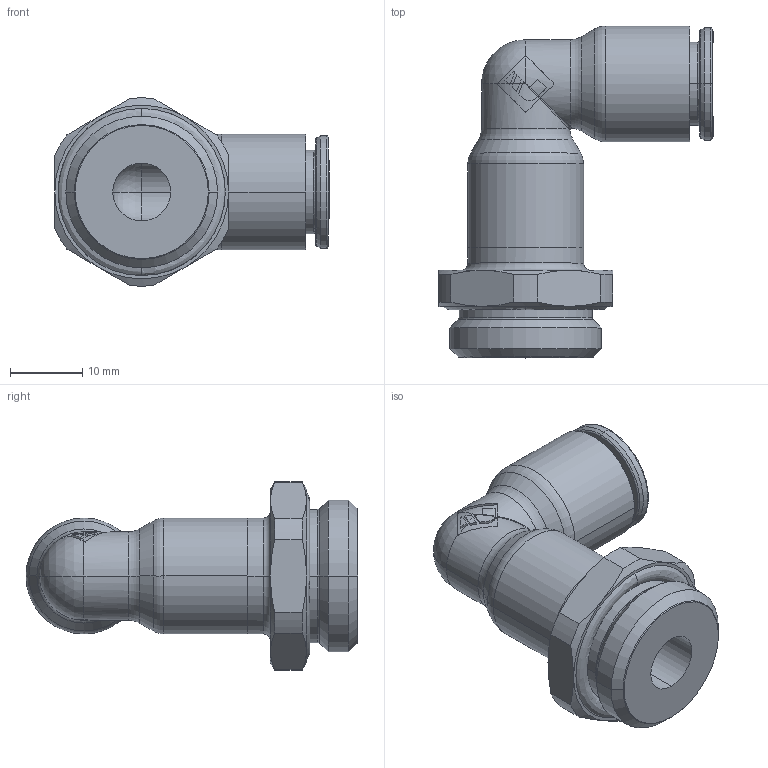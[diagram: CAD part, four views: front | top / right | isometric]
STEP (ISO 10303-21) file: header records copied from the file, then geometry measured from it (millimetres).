
FILE_DESCRIPTION(('STEP AP214'),'1');
FILE_NAME('6899_10_21.stp','2016-07-07T14:52:37',('TraceParts'),('TraceParts S.A.'),'Spatial InterOp 3D',' ',' ');
FILE_SCHEMA(('automotive_design'));
Length unit declared in the file: millimetre
Products named in the file (11): V899-10-21_ASM|Next assembly relationship#44110-19_ASM|Next assembly relationship#44110-32;44110-32; V899-10-21_ASM|Next assembly relationship#44110-19_ASM|Next assembly relationship#44110;44110; V899-10-21_ASM|Next assembly relationship#44110-19_ASM|Next assembly relationship#44110-30;44110-30; V899-10-21_ASM|Next assembly relationship#44110-19_ASM|Next assembly relationship#44110-40;44110-40; V899-10-21_ASM|Next assembly relationship#44520-02;44520-02; V899-10-21_ASM|Next assembly relationship#44220-34-69;44220-34-69; V899-10-21_ASM|Next assembly relationship#44110-11-10-ASM;44110-11-10-ASM; V899-10-21_ASM|Next assembly relationship#23339-24_ASM_D18-4_D23-1_LG1-05;23339-24_ASM_D18-4_D23-1_LG1-05
Bounding box: 37.9 x 45.85 x 25.98 mm (x, y, z)
Volume: 9180.9 mm3; surface area: 10648.2 mm2
Topology: 9 solids, 11 shells, 880 faces, 2181 edges, 1344 vertices
Faces by surface type: plane 308, torus 173, cylinder 169, cone 120, bspline 97, sphere 9, revolution 4
Entity records: 30550 total; most frequent: CARTESIAN_POINT 9887, ORIENTED_EDGE 4346, DIRECTION 4210, EDGE_CURVE 2177, AXIS2_PLACEMENT_3D 1577, VERTEX_POINT 1344, LINE 1052, VECTOR 1052
